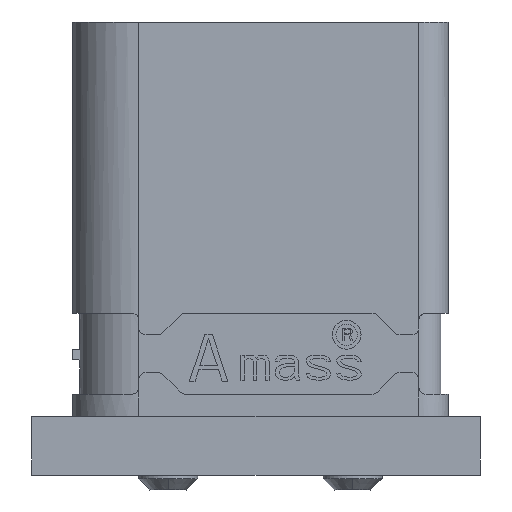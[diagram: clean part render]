
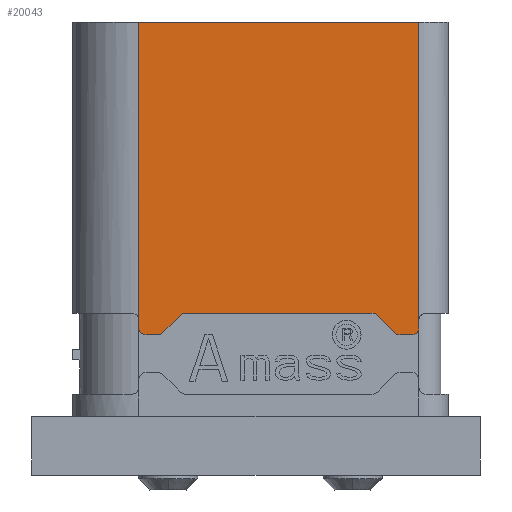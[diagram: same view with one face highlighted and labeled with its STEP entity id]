
A CAD part, front view. The second image highlights one B-rep face of the part: STEP entity #20043.
In plain terms, the highlighted planar face has unit normal (0, -1, 0).
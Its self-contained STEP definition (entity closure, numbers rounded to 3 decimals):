
#10439 = VERTEX_POINT('',#10440);
#10440 = CARTESIAN_POINT('',(-3.3,-2.6,
    10.7));
#10447 = EDGE_CURVE('',#10439,#10448,#10450,.T.);
#10448 = VERTEX_POINT('',#10449);
#10449 = CARTESIAN_POINT('',(4.3,-2.6,
    10.7));
#10450 = LINE('',#10451,#10452);
#10451 = CARTESIAN_POINT('',(-3.3,-2.6,
    10.7));
#10452 = VECTOR('',#10453,1.);
#10453 = DIRECTION('',(1.,0.,0.));
#15442 = VERTEX_POINT('',#15443);
#15443 = CARTESIAN_POINT('',(4.3,-2.6,
    2.6));
#15471 = EDGE_CURVE('',#15442,#15472,#15474,.T.);
#15472 = VERTEX_POINT('',#15473);
#15473 = CARTESIAN_POINT('',(4.3,-2.6,
    2.409));
#15474 = LINE('',#15475,#15476);
#15475 = CARTESIAN_POINT('',(4.3,-2.6,
    2.6));
#15476 = VECTOR('',#15477,1.);
#15477 = DIRECTION('',(0.,0.,-1.));
#19624 = VERTEX_POINT('',#19625);
#19625 = CARTESIAN_POINT('',(4.1,-2.6,
    2.209));
#19633 = EDGE_CURVE('',#19624,#15472,#19634,.T.);
#19634 = CIRCLE('',#19635,0.2);
#19635 = AXIS2_PLACEMENT_3D('',#19636,#19637,#19638);
#19636 = CARTESIAN_POINT('',(4.1,-2.6,
    2.409));
#19637 = DIRECTION('',(0.,-1.,0.));
#19638 = DIRECTION('',(0.,0.,-1.));
#19648 = EDGE_CURVE('',#19624,#19649,#19651,.T.);
#19649 = VERTEX_POINT('',#19650);
#19650 = CARTESIAN_POINT('',(3.791,-2.6,
    2.209));
#19651 = LINE('',#19652,#19653);
#19652 = CARTESIAN_POINT('',(4.1,-2.6,
    2.209));
#19653 = VECTOR('',#19654,1.);
#19654 = DIRECTION('',(-1.,0.,0.));
#19673 = VERTEX_POINT('',#19674);
#19674 = CARTESIAN_POINT('',(3.651,-2.6,
    2.267));
#19682 = EDGE_CURVE('',#19673,#19649,#19683,.T.);
#19683 = CIRCLE('',#19684,0.2);
#19684 = AXIS2_PLACEMENT_3D('',#19685,#19686,#19687);
#19685 = CARTESIAN_POINT('',(3.791,-2.6,
    2.409));
#19686 = DIRECTION('',(0.,-1.,-0.));
#19687 = DIRECTION('',(-0.701,0.,-0.713));
#19697 = EDGE_CURVE('',#19673,#19698,#19700,.T.);
#19698 = VERTEX_POINT('',#19699);
#19699 = CARTESIAN_POINT('',(3.167,-2.6,
    2.743));
#19700 = LINE('',#19701,#19702);
#19701 = CARTESIAN_POINT('',(3.651,-2.6,
    2.267));
#19702 = VECTOR('',#19703,1.);
#19703 = DIRECTION('',(-0.713,0.,0.701));
#19723 = VERTEX_POINT('',#19724);
#19724 = CARTESIAN_POINT('',(3.027,-2.6,
    2.8));
#19730 = EDGE_CURVE('',#19723,#19698,#19731,.T.);
#19731 = CIRCLE('',#19732,0.2);
#19732 = AXIS2_PLACEMENT_3D('',#19733,#19734,#19735);
#19733 = CARTESIAN_POINT('',(3.027,-2.6,
    2.6));
#19734 = DIRECTION('',(-0.,1.,0.));
#19735 = DIRECTION('',(0.,0.,1.));
#19748 = EDGE_CURVE('',#19749,#19723,#19751,.T.);
#19749 = VERTEX_POINT('',#19750);
#19750 = CARTESIAN_POINT('',(-2.027,-2.6,
    2.8));
#19751 = LINE('',#19752,#19753);
#19752 = CARTESIAN_POINT('',(-2.027,-2.6,
    2.8));
#19753 = VECTOR('',#19754,1.);
#19754 = DIRECTION('',(1.,0.,0.));
#19773 = VERTEX_POINT('',#19774);
#19774 = CARTESIAN_POINT('',(-2.167,-2.6,
    2.743));
#19780 = EDGE_CURVE('',#19773,#19749,#19781,.T.);
#19781 = CIRCLE('',#19782,0.2);
#19782 = AXIS2_PLACEMENT_3D('',#19783,#19784,#19785);
#19783 = CARTESIAN_POINT('',(-2.027,-2.6,
    2.6));
#19784 = DIRECTION('',(0.,1.,-0.));
#19785 = DIRECTION('',(-0.701,0.,0.713));
#19797 = EDGE_CURVE('',#19773,#19798,#19800,.T.);
#19798 = VERTEX_POINT('',#19799);
#19799 = CARTESIAN_POINT('',(-2.651,-2.6,
    2.267));
#19800 = LINE('',#19801,#19802);
#19801 = CARTESIAN_POINT('',(-2.167,-2.6,
    2.743));
#19802 = VECTOR('',#19803,1.);
#19803 = DIRECTION('',(-0.713,0.,-0.701));
#19820 = VERTEX_POINT('',#19821);
#19821 = CARTESIAN_POINT('',(-2.791,-2.6,
    2.209));
#19829 = EDGE_CURVE('',#19820,#19798,#19830,.T.);
#19830 = CIRCLE('',#19831,0.2);
#19831 = AXIS2_PLACEMENT_3D('',#19832,#19833,#19834);
#19832 = CARTESIAN_POINT('',(-2.791,-2.6,
    2.409));
#19833 = DIRECTION('',(0.,-1.,0.));
#19834 = DIRECTION('',(0.,0.,-1.));
#19846 = EDGE_CURVE('',#19820,#19847,#19849,.T.);
#19847 = VERTEX_POINT('',#19848);
#19848 = CARTESIAN_POINT('',(-3.1,-2.6,
    2.209));
#19849 = LINE('',#19850,#19851);
#19850 = CARTESIAN_POINT('',(-2.791,-2.6,
    2.209));
#19851 = VECTOR('',#19852,1.);
#19852 = DIRECTION('',(-1.,0.,0.));
#19869 = VERTEX_POINT('',#19870);
#19870 = CARTESIAN_POINT('',(-3.3,-2.6,
    2.409));
#19878 = EDGE_CURVE('',#19869,#19847,#19879,.T.);
#19879 = CIRCLE('',#19880,0.2);
#19880 = AXIS2_PLACEMENT_3D('',#19881,#19882,#19883);
#19881 = CARTESIAN_POINT('',(-3.1,-2.6,
    2.409));
#19882 = DIRECTION('',(0.,-1.,0.));
#19883 = DIRECTION('',(-1.,0.,0.));
#19893 = EDGE_CURVE('',#19869,#19894,#19896,.T.);
#19894 = VERTEX_POINT('',#19895);
#19895 = CARTESIAN_POINT('',(-3.3,-2.6,
    2.6));
#19896 = LINE('',#19897,#19898);
#19897 = CARTESIAN_POINT('',(-3.3,-2.6,
    2.409));
#19898 = VECTOR('',#19899,1.);
#19899 = DIRECTION('',(0.,0.,1.));
#20033 = EDGE_CURVE('',#10439,#19894,#20034,.T.);
#20034 = LINE('',#20035,#20036);
#20035 = CARTESIAN_POINT('',(-3.3,-2.6,
    10.7));
#20036 = VECTOR('',#20037,1.);
#20037 = DIRECTION('',(0.,0.,-1.));
#20043 = ADVANCED_FACE('',(#20044),#20067,.T.);
#20044 = FACE_BOUND('',#20045,.T.);
#20045 = EDGE_LOOP('',(#20046,#20047,#20048,#20049,#20050,#20051,#20052,
    #20053,#20054,#20055,#20056,#20057,#20063,#20064,#20065,#20066));
#20046 = ORIENTED_EDGE('',*,*,#19846,.F.);
#20047 = ORIENTED_EDGE('',*,*,#19829,.T.);
#20048 = ORIENTED_EDGE('',*,*,#19797,.F.);
#20049 = ORIENTED_EDGE('',*,*,#19780,.T.);
#20050 = ORIENTED_EDGE('',*,*,#19748,.T.);
#20051 = ORIENTED_EDGE('',*,*,#19730,.T.);
#20052 = ORIENTED_EDGE('',*,*,#19697,.F.);
#20053 = ORIENTED_EDGE('',*,*,#19682,.T.);
#20054 = ORIENTED_EDGE('',*,*,#19648,.F.);
#20055 = ORIENTED_EDGE('',*,*,#19633,.T.);
#20056 = ORIENTED_EDGE('',*,*,#15471,.F.);
#20057 = ORIENTED_EDGE('',*,*,#20058,.T.);
#20058 = EDGE_CURVE('',#15442,#10448,#20059,.T.);
#20059 = LINE('',#20060,#20061);
#20060 = CARTESIAN_POINT('',(4.3,-2.6,
    2.6));
#20061 = VECTOR('',#20062,1.);
#20062 = DIRECTION('',(0.,0.,1.));
#20063 = ORIENTED_EDGE('',*,*,#10447,.F.);
#20064 = ORIENTED_EDGE('',*,*,#20033,.T.);
#20065 = ORIENTED_EDGE('',*,*,#19893,.F.);
#20066 = ORIENTED_EDGE('',*,*,#19878,.T.);
#20067 = PLANE('',#20068);
#20068 = AXIS2_PLACEMENT_3D('',#20069,#20070,#20071);
#20069 = CARTESIAN_POINT('',(-5.1,-2.6,
    0.));
#20070 = DIRECTION('',(0.,-1.,0.));
#20071 = DIRECTION('',(1.,0.,0.));
